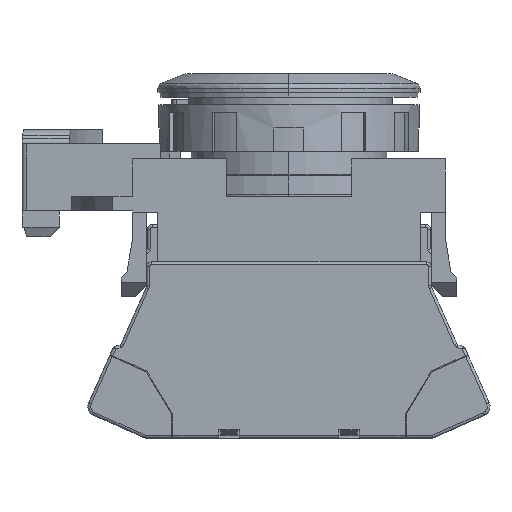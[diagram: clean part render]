
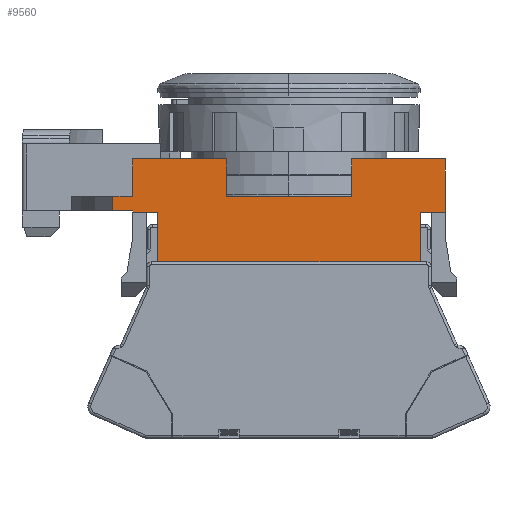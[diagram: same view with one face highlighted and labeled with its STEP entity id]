
A CAD part, left-side view. The second image highlights one B-rep face of the part: STEP entity #9560.
In plain terms, the highlighted planar face has unit normal (-1, 0, 0).
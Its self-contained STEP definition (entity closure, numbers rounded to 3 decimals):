
#28 = CARTESIAN_POINT ( 'NONE',  ( -14.9, 1.057, 11. ) ) ;
#502 = LINE ( 'NONE', #8827, #6195 ) ;
#1215 = VECTOR ( 'NONE', #22277, 1000. ) ;
#1286 = LINE ( 'NONE', #9606, #5748 ) ;
#1397 = ORIENTED_EDGE ( 'NONE', *, *, #15586, .F. ) ;
#1963 = VECTOR ( 'NONE', #23074, 1000. ) ;
#2099 = VECTOR ( 'NONE', #24463, 1000. ) ;
#2464 = VERTEX_POINT ( 'NONE', #16033 ) ;
#2775 = LINE ( 'NONE', #11105, #25219 ) ;
#2863 = EDGE_CURVE ( 'NONE', #16867, #16547, #7813, .T. ) ;
#3393 = CARTESIAN_POINT ( 'NONE',  ( -14.9, 1.057, 7. ) ) ;
#3677 = ORIENTED_EDGE ( 'NONE', *, *, #25218, .F. ) ;
#3713 = ORIENTED_EDGE ( 'NONE', *, *, #25658, .F. ) ;
#3855 = VERTEX_POINT ( 'NONE', #19619 ) ;
#4076 = DIRECTION ( 'NONE',  ( 1., 0., 0. ) ) ;
#4136 = VECTOR ( 'NONE', #8355, 1000. ) ;
#4271 = ORIENTED_EDGE ( 'NONE', *, *, #8943, .T. ) ;
#4699 = EDGE_CURVE ( 'NONE', #13770, #25252, #26366, .T. ) ;
#4791 = ORIENTED_EDGE ( 'NONE', *, *, #2863, .F. ) ;
#5354 = LINE ( 'NONE', #13689, #18862 ) ;
#5506 = VERTEX_POINT ( 'NONE', #8130 ) ;
#5748 = VECTOR ( 'NONE', #17931, 1000. ) ;
#6128 = FACE_OUTER_BOUND ( 'NONE', #17033, .T. ) ;
#6195 = VECTOR ( 'NONE', #17162, 1000. ) ;
#6260 = CARTESIAN_POINT ( 'NONE',  ( -14.9, 6.7, 7. ) ) ;
#6349 = VERTEX_POINT ( 'NONE', #12301 ) ;
#6423 = LINE ( 'NONE', #14757, #1963 ) ;
#6643 = EDGE_CURVE ( 'NONE', #19346, #16867, #22099, .T. ) ;
#6743 = LINE ( 'NONE', #15066, #22495 ) ;
#7162 = VERTEX_POINT ( 'NONE', #8670 ) ;
#7218 = ORIENTED_EDGE ( 'NONE', *, *, #16870, .F. ) ;
#7479 = DIRECTION ( 'NONE',  ( 0., 0., 1. ) ) ;
#7542 = DIRECTION ( 'NONE',  ( 0., 1., 0. ) ) ;
#7604 = CARTESIAN_POINT ( 'NONE',  ( -14.9, 1.057, 11. ) ) ;
#7813 = LINE ( 'NONE', #16138, #2099 ) ;
#8130 = CARTESIAN_POINT ( 'NONE',  ( -14.9, -14., 5.3 ) ) ;
#8284 = DIRECTION ( 'NONE',  ( 0., 1., 0. ) ) ;
#8286 = DIRECTION ( 'NONE',  ( 0., 0., -1. ) ) ;
#8355 = DIRECTION ( 'NONE',  ( 0., -1., 0. ) ) ;
#8403 = CARTESIAN_POINT ( 'NONE',  ( -14.9, 18.815, 5.5 ) ) ;
#8670 = CARTESIAN_POINT ( 'NONE',  ( -14.9, -14., 0. ) ) ;
#8827 = CARTESIAN_POINT ( 'NONE',  ( -14.9, 1.057, 5.5 ) ) ;
#8943 = EDGE_CURVE ( 'NONE', #15780, #18659, #2775, .T. ) ;
#8957 = VERTEX_POINT ( 'NONE', #23652 ) ;
#9448 = LINE ( 'NONE', #17769, #11066 ) ;
#9559 = ORIENTED_EDGE ( 'NONE', *, *, #13284, .F. ) ;
#9560 = ADVANCED_FACE ( 'NONE', ( #6128 ), #14453, .F. ) ;
#9606 = CARTESIAN_POINT ( 'NONE',  ( -14.9, 6.7, 5.5 ) ) ;
#10131 = ORIENTED_EDGE ( 'NONE', *, *, #12741, .F. ) ;
#11066 = VECTOR ( 'NONE', #26092, 1000. ) ;
#11105 = CARTESIAN_POINT ( 'NONE',  ( -14.9, 18.815, 6.25 ) ) ;
#11725 = DIRECTION ( 'NONE',  ( 0., -1., 0. ) ) ;
#11901 = VECTOR ( 'NONE', #7542, 1000. ) ;
#12005 = CARTESIAN_POINT ( 'NONE',  ( -14.9, -6.7, 11. ) ) ;
#12301 = CARTESIAN_POINT ( 'NONE',  ( -14.9, 16.7, 5.3 ) ) ;
#12404 = DIRECTION ( 'NONE',  ( 0., 1., 0. ) ) ;
#12741 = EDGE_CURVE ( 'NONE', #8957, #18659, #502, .T. ) ;
#12929 = EDGE_CURVE ( 'NONE', #3855, #19346, #1286, .T. ) ;
#13077 = ORIENTED_EDGE ( 'NONE', *, *, #19161, .T. ) ;
#13284 = EDGE_CURVE ( 'NONE', #2464, #21903, #5354, .T. ) ;
#13689 = CARTESIAN_POINT ( 'NONE',  ( -14.9, 16.7, 5.5 ) ) ;
#13764 = EDGE_CURVE ( 'NONE', #20772, #5506, #18660, .T. ) ;
#13770 = VERTEX_POINT ( 'NONE', #14574 ) ;
#13958 = CARTESIAN_POINT ( 'NONE',  ( -14.9, 14., 5.5 ) ) ;
#14453 = PLANE ( 'NONE',  #16515 ) ;
#14477 = ORIENTED_EDGE ( 'NONE', *, *, #12929, .F. ) ;
#14574 = CARTESIAN_POINT ( 'NONE',  ( -14.9, 14., 0. ) ) ;
#14757 = CARTESIAN_POINT ( 'NONE',  ( -14.9, 16.7, 4. ) ) ;
#14987 = ORIENTED_EDGE ( 'NONE', *, *, #13764, .F. ) ;
#15066 = CARTESIAN_POINT ( 'NONE',  ( -14.9, 0., 0. ) ) ;
#15155 = VECTOR ( 'NONE', #11725, 1000. ) ;
#15362 = VECTOR ( 'NONE', #8286, 1000. ) ;
#15376 = ORIENTED_EDGE ( 'NONE', *, *, #26825, .T. ) ;
#15452 = ORIENTED_EDGE ( 'NONE', *, *, #23835, .F. ) ;
#15586 = EDGE_CURVE ( 'NONE', #25252, #6349, #17914, .T. ) ;
#15780 = VERTEX_POINT ( 'NONE', #16840 ) ;
#15929 = DIRECTION ( 'NONE',  ( 0., -1., 0. ) ) ;
#16033 = CARTESIAN_POINT ( 'NONE',  ( -14.9, 16.7, 7. ) ) ;
#16138 = CARTESIAN_POINT ( 'NONE',  ( -14.9, -6.7, 5.5 ) ) ;
#16515 = AXIS2_PLACEMENT_3D ( 'NONE', #22772, #4076, #12404 ) ;
#16546 = CARTESIAN_POINT ( 'NONE',  ( -14.9, 16.7, 11. ) ) ;
#16547 = VERTEX_POINT ( 'NONE', #12005 ) ;
#16840 = CARTESIAN_POINT ( 'NONE',  ( -14.9, 18.815, 7. ) ) ;
#16867 = VERTEX_POINT ( 'NONE', #17979 ) ;
#16870 = EDGE_CURVE ( 'NONE', #16547, #18946, #26304, .T. ) ;
#17033 = EDGE_LOOP ( 'NONE', ( #26175, #7218, #4791, #18990, #14477, #3677, #9559, #15452, #4271, #10131, #3713, #1397, #24063, #15376, #13077, #14987 ) ) ;
#17162 = DIRECTION ( 'NONE',  ( 0., 1., 0. ) ) ;
#17312 = VECTOR ( 'NONE', #7479, 1000. ) ;
#17769 = CARTESIAN_POINT ( 'NONE',  ( -14.9, 1.057, 7. ) ) ;
#17857 = LINE ( 'NONE', #26179, #17312 ) ;
#17914 = LINE ( 'NONE', #26236, #11901 ) ;
#17931 = DIRECTION ( 'NONE',  ( 0., 0., -1. ) ) ;
#17979 = CARTESIAN_POINT ( 'NONE',  ( -14.9, -6.7, 7. ) ) ;
#18659 = VERTEX_POINT ( 'NONE', #8403 ) ;
#18660 = LINE ( 'NONE', #26984, #21071 ) ;
#18661 = LINE ( 'NONE', #26985, #15362 ) ;
#18737 = LINE ( 'NONE', #28, #4136 ) ;
#18862 = VECTOR ( 'NONE', #22000, 1000. ) ;
#18873 = CARTESIAN_POINT ( 'NONE',  ( -14.9, 14., 5.3 ) ) ;
#18946 = VERTEX_POINT ( 'NONE', #22803 ) ;
#18990 = ORIENTED_EDGE ( 'NONE', *, *, #6643, .F. ) ;
#19161 = EDGE_CURVE ( 'NONE', #7162, #5506, #17857, .T. ) ;
#19346 = VERTEX_POINT ( 'NONE', #6260 ) ;
#19436 = DIRECTION ( 'NONE',  ( 0., 0., -1. ) ) ;
#19619 = CARTESIAN_POINT ( 'NONE',  ( -14.9, 6.7, 11. ) ) ;
#20772 = VERTEX_POINT ( 'NONE', #21017 ) ;
#21017 = CARTESIAN_POINT ( 'NONE',  ( -14.9, -16.7, 5.3 ) ) ;
#21071 = VECTOR ( 'NONE', #8284, 1000. ) ;
#21139 = EDGE_CURVE ( 'NONE', #18946, #20772, #18661, .T. ) ;
#21903 = VERTEX_POINT ( 'NONE', #16546 ) ;
#22000 = DIRECTION ( 'NONE',  ( 0., 0., 1. ) ) ;
#22099 = LINE ( 'NONE', #3393, #15155 ) ;
#22277 = DIRECTION ( 'NONE',  ( 0., 0., 1. ) ) ;
#22495 = VECTOR ( 'NONE', #23394, 1000. ) ;
#22772 = CARTESIAN_POINT ( 'NONE',  ( -14.9, -16.7, 0. ) ) ;
#22803 = CARTESIAN_POINT ( 'NONE',  ( -14.9, -16.7, 11. ) ) ;
#23074 = DIRECTION ( 'NONE',  ( 0., 0., 1. ) ) ;
#23394 = DIRECTION ( 'NONE',  ( 0., -1., 0. ) ) ;
#23652 = CARTESIAN_POINT ( 'NONE',  ( -14.9, 16.7, 5.5 ) ) ;
#23835 = EDGE_CURVE ( 'NONE', #15780, #2464, #9448, .T. ) ;
#24063 = ORIENTED_EDGE ( 'NONE', *, *, #4699, .F. ) ;
#24463 = DIRECTION ( 'NONE',  ( 0., 0., 1. ) ) ;
#25218 = EDGE_CURVE ( 'NONE', #21903, #3855, #18737, .T. ) ;
#25219 = VECTOR ( 'NONE', #19436, 1000. ) ;
#25252 = VERTEX_POINT ( 'NONE', #18873 ) ;
#25492 = VECTOR ( 'NONE', #15929, 1000. ) ;
#25658 = EDGE_CURVE ( 'NONE', #6349, #8957, #6423, .T. ) ;
#26092 = DIRECTION ( 'NONE',  ( 0., -1., 0. ) ) ;
#26175 = ORIENTED_EDGE ( 'NONE', *, *, #21139, .F. ) ;
#26179 = CARTESIAN_POINT ( 'NONE',  ( -14.9, -14., 2.65 ) ) ;
#26236 = CARTESIAN_POINT ( 'NONE',  ( -14.9, 1.057, 5.3 ) ) ;
#26304 = LINE ( 'NONE', #7604, #25492 ) ;
#26366 = LINE ( 'NONE', #13958, #1215 ) ;
#26825 = EDGE_CURVE ( 'NONE', #13770, #7162, #6743, .T. ) ;
#26984 = CARTESIAN_POINT ( 'NONE',  ( -14.9, 1.057, 5.3 ) ) ;
#26985 = CARTESIAN_POINT ( 'NONE',  ( -14.9, -16.7, 5.5 ) ) ;
